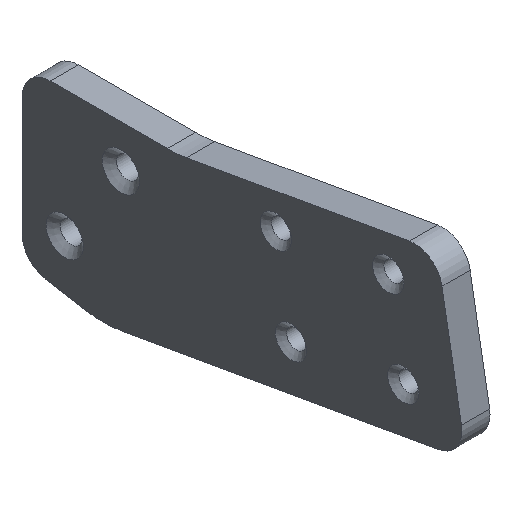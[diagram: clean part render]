
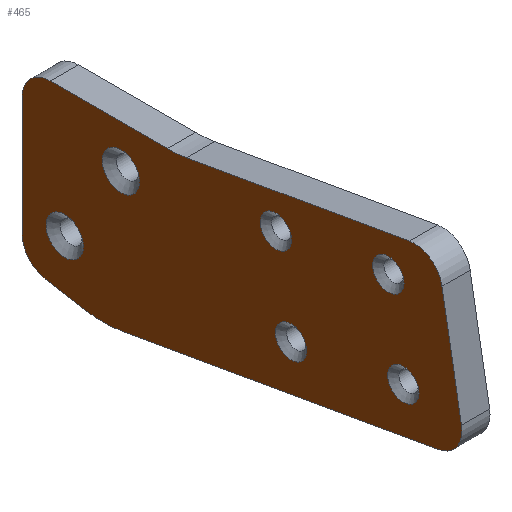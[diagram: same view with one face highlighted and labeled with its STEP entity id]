
A CAD part, isometric view. The second image highlights one B-rep face of the part: STEP entity #465.
In plain terms, the highlighted planar face has unit normal (-1, 0, 0).
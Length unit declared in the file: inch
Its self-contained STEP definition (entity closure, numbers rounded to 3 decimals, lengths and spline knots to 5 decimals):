
#33=FACE_BOUND('',#108,.T.);
#34=FACE_BOUND('',#109,.T.);
#35=FACE_BOUND('',#110,.T.);
#36=FACE_BOUND('',#111,.T.);
#37=FACE_BOUND('',#112,.T.);
#38=FACE_BOUND('',#113,.T.);
#45=CIRCLE('',#506,0.25);
#46=CIRCLE('',#507,1.);
#47=CIRCLE('',#508,0.25);
#48=CIRCLE('',#509,0.25);
#49=CIRCLE('',#510,1.);
#50=CIRCLE('',#511,0.25);
#51=CIRCLE('',#512,0.166);
#52=CIRCLE('',#513,0.166);
#53=CIRCLE('',#514,0.1395);
#54=CIRCLE('',#515,0.1395);
#55=CIRCLE('',#516,0.1395);
#56=CIRCLE('',#517,0.1395);
#81=FACE_OUTER_BOUND('',#107,.T.);
#107=EDGE_LOOP('',(#343,#344,#345,#346,#347,#348,#349,#350,#351,#352,#353,
#354));
#108=EDGE_LOOP('',(#355));
#109=EDGE_LOOP('',(#356));
#110=EDGE_LOOP('',(#357));
#111=EDGE_LOOP('',(#358));
#112=EDGE_LOOP('',(#359));
#113=EDGE_LOOP('',(#360));
#141=LINE('',#713,#177);
#143=LINE('',#718,#179);
#149=LINE('',#731,#185);
#153=LINE('',#740,#189);
#155=LINE('',#745,#191);
#161=LINE('',#758,#197);
#177=VECTOR('',#561,1.);
#179=VECTOR('',#565,2.01417);
#185=VECTOR('',#573,1.04235);
#189=VECTOR('',#579,1.05276);
#191=VECTOR('',#583,0.34501);
#197=VECTOR('',#591,2.85984);
#213=VERTEX_POINT('',#710);
#214=VERTEX_POINT('',#712);
#215=VERTEX_POINT('',#716);
#216=VERTEX_POINT('',#717);
#221=VERTEX_POINT('',#728);
#222=VERTEX_POINT('',#730);
#225=VERTEX_POINT('',#737);
#226=VERTEX_POINT('',#739);
#227=VERTEX_POINT('',#743);
#228=VERTEX_POINT('',#744);
#233=VERTEX_POINT('',#755);
#234=VERTEX_POINT('',#757);
#235=VERTEX_POINT('',#767);
#236=VERTEX_POINT('',#769);
#237=VERTEX_POINT('',#771);
#238=VERTEX_POINT('',#773);
#239=VERTEX_POINT('',#775);
#240=VERTEX_POINT('',#777);
#255=EDGE_CURVE('',#214,#213,#141,.T.);
#257=EDGE_CURVE('',#215,#216,#143,.T.);
#263=EDGE_CURVE('',#222,#221,#149,.T.);
#267=EDGE_CURVE('',#226,#225,#153,.T.);
#269=EDGE_CURVE('',#227,#228,#155,.T.);
#275=EDGE_CURVE('',#234,#233,#161,.T.);
#277=EDGE_CURVE('',#213,#215,#45,.T.);
#278=EDGE_CURVE('',#216,#222,#46,.F.);
#279=EDGE_CURVE('',#221,#226,#47,.T.);
#280=EDGE_CURVE('',#225,#227,#48,.T.);
#281=EDGE_CURVE('',#228,#234,#49,.T.);
#282=EDGE_CURVE('',#233,#214,#50,.T.);
#283=EDGE_CURVE('',#235,#235,#51,.T.);
#284=EDGE_CURVE('',#236,#236,#52,.T.);
#285=EDGE_CURVE('',#237,#237,#53,.T.);
#286=EDGE_CURVE('',#238,#238,#54,.T.);
#287=EDGE_CURVE('',#239,#239,#55,.T.);
#288=EDGE_CURVE('',#240,#240,#56,.T.);
#343=ORIENTED_EDGE('',*,*,#255,.T.);
#344=ORIENTED_EDGE('',*,*,#277,.T.);
#345=ORIENTED_EDGE('',*,*,#257,.T.);
#346=ORIENTED_EDGE('',*,*,#278,.T.);
#347=ORIENTED_EDGE('',*,*,#263,.T.);
#348=ORIENTED_EDGE('',*,*,#279,.T.);
#349=ORIENTED_EDGE('',*,*,#267,.T.);
#350=ORIENTED_EDGE('',*,*,#280,.T.);
#351=ORIENTED_EDGE('',*,*,#269,.T.);
#352=ORIENTED_EDGE('',*,*,#281,.T.);
#353=ORIENTED_EDGE('',*,*,#275,.T.);
#354=ORIENTED_EDGE('',*,*,#282,.T.);
#355=ORIENTED_EDGE('',*,*,#283,.F.);
#356=ORIENTED_EDGE('',*,*,#284,.F.);
#357=ORIENTED_EDGE('',*,*,#285,.F.);
#358=ORIENTED_EDGE('',*,*,#286,.F.);
#359=ORIENTED_EDGE('',*,*,#287,.F.);
#360=ORIENTED_EDGE('',*,*,#288,.F.);
#457=PLANE('',#505);
#465=ADVANCED_FACE('',(#81,#33,#34,#35,#36,#37,#38),#457,.T.);
#505=AXIS2_PLACEMENT_3D('',#760,#593,#594);
#506=AXIS2_PLACEMENT_3D('',#761,#595,#596);
#507=AXIS2_PLACEMENT_3D('',#762,#597,#598);
#508=AXIS2_PLACEMENT_3D('',#763,#599,#600);
#509=AXIS2_PLACEMENT_3D('',#764,#601,#602);
#510=AXIS2_PLACEMENT_3D('',#765,#603,#604);
#511=AXIS2_PLACEMENT_3D('',#766,#605,#606);
#512=AXIS2_PLACEMENT_3D('',#768,#607,#608);
#513=AXIS2_PLACEMENT_3D('',#770,#609,#610);
#514=AXIS2_PLACEMENT_3D('',#772,#611,#612);
#515=AXIS2_PLACEMENT_3D('',#774,#613,#614);
#516=AXIS2_PLACEMENT_3D('',#776,#615,#616);
#517=AXIS2_PLACEMENT_3D('',#778,#617,#618);
#561=DIRECTION('',(0.,0.174,0.985));
#565=DIRECTION('',(0.,0.985,-0.174));
#573=DIRECTION('',(0.,1.,0.));
#579=DIRECTION('',(0.,0.,-1.));
#583=DIRECTION('',(0.,-0.985,-0.174));
#591=DIRECTION('',(0.,-0.985,0.174));
#593=DIRECTION('center_axis',(-1.,0.,0.));
#594=DIRECTION('ref_axis',(0.,0.,1.));
#595=DIRECTION('center_axis',(-1.,0.,0.));
#596=DIRECTION('ref_axis',(0.,-1.,0.));
#597=DIRECTION('center_axis',(-1.,0.,0.));
#598=DIRECTION('ref_axis',(0.,-1.,0.));
#599=DIRECTION('center_axis',(-1.,0.,0.));
#600=DIRECTION('ref_axis',(0.,-1.,0.));
#601=DIRECTION('center_axis',(-1.,0.,0.));
#602=DIRECTION('ref_axis',(0.,-1.,0.));
#603=DIRECTION('center_axis',(-1.,0.,0.));
#604=DIRECTION('ref_axis',(0.,-1.,0.));
#605=DIRECTION('center_axis',(-1.,0.,0.));
#606=DIRECTION('ref_axis',(0.,-1.,0.));
#607=DIRECTION('center_axis',(-1.,0.,0.));
#608=DIRECTION('ref_axis',(0.,0.,1.));
#609=DIRECTION('center_axis',(-1.,0.,0.));
#610=DIRECTION('ref_axis',(0.,0.,1.));
#611=DIRECTION('center_axis',(-1.,0.,0.));
#612=DIRECTION('ref_axis',(0.,0.,1.));
#613=DIRECTION('center_axis',(-1.,0.,0.));
#614=DIRECTION('ref_axis',(0.,0.,1.));
#615=DIRECTION('center_axis',(-1.,0.,0.));
#616=DIRECTION('ref_axis',(0.,0.,1.));
#617=DIRECTION('center_axis',(-1.,0.,0.));
#618=DIRECTION('ref_axis',(0.,0.,1.));
#710=CARTESIAN_POINT('',(-0.05174,9.27495,-4.58693));
#712=CARTESIAN_POINT('',(-0.05174,9.1013,-5.57174));
#713=CARTESIAN_POINT('',(-0.05174,9.1013,-5.57174));
#716=CARTESIAN_POINT('',(-0.05174,9.56457,-4.38414));
#717=CARTESIAN_POINT('',(-0.05174,11.54814,-4.7339));
#718=CARTESIAN_POINT('',(-0.05174,9.56457,-4.38414));
#728=CARTESIAN_POINT('',(-0.05174,12.76413,-4.74909));
#730=CARTESIAN_POINT('',(-0.05174,11.72179,-4.74909));
#731=CARTESIAN_POINT('',(-0.05174,11.72179,-4.74909));
#737=CARTESIAN_POINT('',(-0.05174,13.01413,-6.05184));
#739=CARTESIAN_POINT('',(-0.05174,13.01413,-4.99909));
#740=CARTESIAN_POINT('',(-0.05174,13.01413,-4.99909));
#743=CARTESIAN_POINT('',(-0.05174,12.80755,-6.29805));
#744=CARTESIAN_POINT('',(-0.05174,12.46778,-6.35796));
#745=CARTESIAN_POINT('',(-0.05174,12.80755,-6.29805));
#755=CARTESIAN_POINT('',(-0.05174,9.30409,-5.86135));
#757=CARTESIAN_POINT('',(-0.05174,12.12049,-6.35796));
#758=CARTESIAN_POINT('',(-0.05174,12.12049,-6.35796));
#760=CARTESIAN_POINT('Origin',(-0.05174,0.,
0.));
#761=CARTESIAN_POINT('Origin',(-0.05174,9.52115,-4.63034));
#762=CARTESIAN_POINT('Origin',(-0.05174,11.72179,-3.74909));
#763=CARTESIAN_POINT('Origin',(-0.05174,12.76413,-4.99909));
#764=CARTESIAN_POINT('Origin',(-0.05174,12.76413,-6.05184));
#765=CARTESIAN_POINT('Origin',(-0.05174,12.29413,-5.37315));
#766=CARTESIAN_POINT('Origin',(-0.05174,9.34751,-5.61515));
#767=CARTESIAN_POINT('',(-0.05174,12.63413,-6.04509));
#768=CARTESIAN_POINT('Origin',(-0.05174,12.63413,-5.87909));
#769=CARTESIAN_POINT('',(-0.05174,12.13413,-5.29509));
#770=CARTESIAN_POINT('Origin',(-0.05174,12.13413,-5.12909));
#771=CARTESIAN_POINT('',(-0.05174,10.75352,-5.04124));
#772=CARTESIAN_POINT('Origin',(-0.05174,10.75352,-4.90174));
#773=CARTESIAN_POINT('',(-0.05174,10.61906,-5.82789));
#774=CARTESIAN_POINT('Origin',(-0.05174,10.61906,-5.68839));
#775=CARTESIAN_POINT('',(-0.05174,9.61906,-5.65427));
#776=CARTESIAN_POINT('Origin',(-0.05174,9.61906,-5.51477));
#777=CARTESIAN_POINT('',(-0.05174,9.75262,-4.87286));
#778=CARTESIAN_POINT('Origin',(-0.05174,9.75262,-4.73336));
